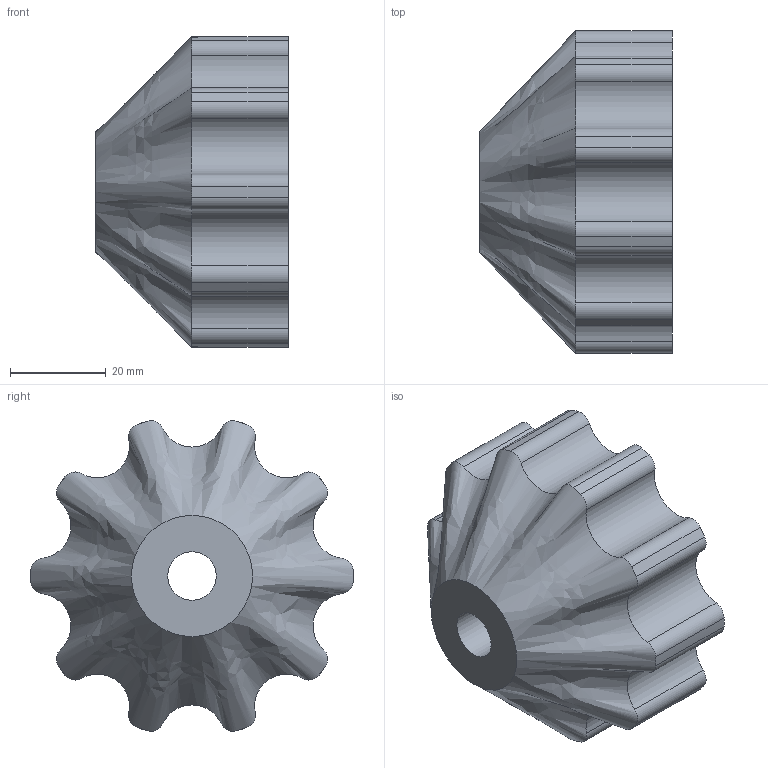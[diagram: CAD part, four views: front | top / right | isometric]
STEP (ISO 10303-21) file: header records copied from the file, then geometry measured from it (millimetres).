
FILE_DESCRIPTION(/* description */ (''),/* implementation_level */ '2;1');
FILE_NAME(/* name */ 'Spoolachse Sidekick.step',/* time_stamp */ '2022-09-22T17:33:22+02:00',/* author */ (''),/* organization */ (''),/* preprocessor_version */ 'ST-DEVELOPER v19',/* originating_system */ 'Autodesk Translation Framework v11.7.0.108',/* authorisation */ '');
FILE_SCHEMA (('AUTOMOTIVE_DESIGN { 1 0 10303 214 3 1 1 }'));
Length unit declared in the file: millimetre
Products named in the file (2): Spool Greifer Sidekick; Winder Roll holder v1 (1)
Assembly tree (1 placements, depth 2):
  Spool Greifer Sidekick
    Winder Roll holder v1 (1)
Bounding box: 40.18 x 67.26 x 64.83 mm (x, y, z)
Volume: 90159.5 mm3; surface area: 13569.3 mm2
Topology: 1 solids, 1 shells, 45 faces, 127 edges, 85 vertices
Faces by surface type: cylinder 41, plane 3, bspline 1
Full cylindrical faces by diameter (mm): 10.1 x1
Entity records: 2128 total; most frequent: CARTESIAN_POINT 840, DIRECTION 288, ORIENTED_EDGE 254, EDGE_CURVE 127, AXIS2_PLACEMENT_3D 123, VERTEX_POINT 85, CIRCLE 76, EDGE_LOOP 48
